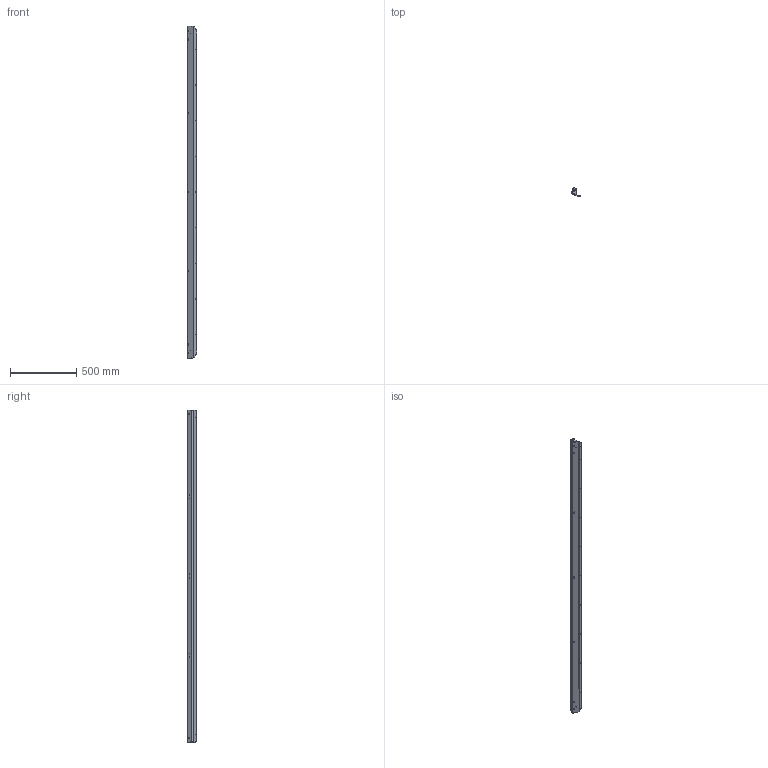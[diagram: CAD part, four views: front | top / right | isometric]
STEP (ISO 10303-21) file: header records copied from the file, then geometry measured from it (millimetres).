
FILE_DESCRIPTION (( 'STEP AP203' ), '1' );
FILE_NAME ('CV03-F14_REV_A.step', '2025-08-17T05:11:28', ( '' ), ( '' ), 'SwSTEP 2.0', 'SolidWorks 2024', '' );
FILE_SCHEMA (( 'CONFIG_CONTROL_DESIGN' ));
Length unit declared in the file: millimetre
Products named in the file (6): CV03-C-05; CV03-F13; CV03-F14_REV_A; weldnut_WELDNUT-M8; CV03-F12; CV03-C-02
Assembly tree (16 placements, depth 3):
  CV03-F14_REV_A
    CV03-C-02
    CV03-F12
      CV03-C-05
      weldnut_WELDNUT-M8
    CV03-F13
      CV03-C-05
      weldnut_WELDNUT-M8
    weldnut_WELDNUT-M8  x9
Bounding box: 71.99 x 66.5 x 2514.8 mm (x, y, z)
Volume: 913517.4 mm3; surface area: 630303.6 mm2
Topology: 14 solids, 14 shells, 508 faces, 1292 edges, 823 vertices
Faces by surface type: plane 295, cylinder 136, cone 77
Entity records: 7336 total; most frequent: CARTESIAN_POINT 1178, DIRECTION 1090, ORIENTED_EDGE 1078, EDGE_CURVE 539, VECTOR 396, LINE 396, VERTEX_POINT 351, AXIS2_PLACEMENT_3D 347
